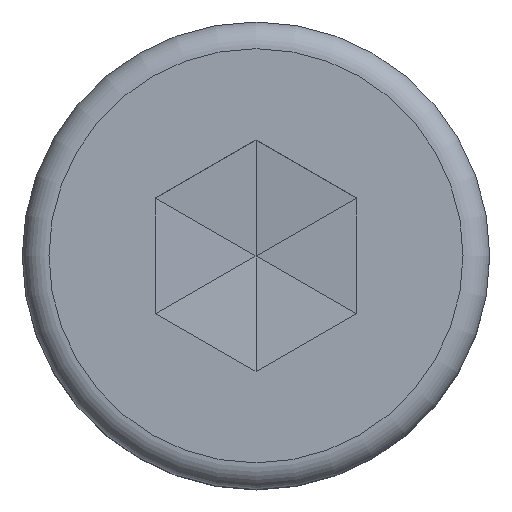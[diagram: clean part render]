
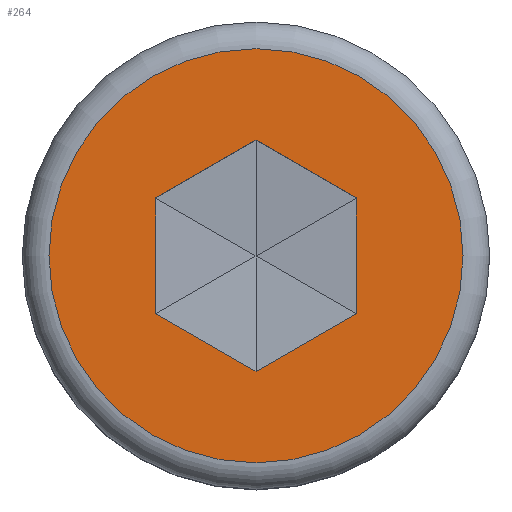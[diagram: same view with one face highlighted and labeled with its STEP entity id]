
A CAD part, top view. The second image highlights one B-rep face of the part: STEP entity #264.
In plain terms, the highlighted planar face has unit normal (0, 0, 1).
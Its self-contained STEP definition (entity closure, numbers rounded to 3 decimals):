
#21=FACE_BOUND('',#61,.T.);
#23=PLANE('',#303);
#41=FACE_OUTER_BOUND('',#60,.T.);
#60=EDGE_LOOP('',(#201));
#61=EDGE_LOOP('',(#202,#203,#204,#205,#206,#207));
#80=LINE('',#425,#107);
#81=LINE('',#427,#108);
#82=LINE('',#429,#109);
#83=LINE('',#431,#110);
#84=LINE('',#433,#111);
#85=LINE('',#434,#112);
#107=VECTOR('',#344,10.);
#108=VECTOR('',#345,10.);
#109=VECTOR('',#346,10.);
#110=VECTOR('',#347,10.);
#111=VECTOR('',#348,10.);
#112=VECTOR('',#349,10.);
#137=CIRCLE('',#302,3.1);
#143=VERTEX_POINT('',#419);
#144=VERTEX_POINT('',#423);
#145=VERTEX_POINT('',#424);
#146=VERTEX_POINT('',#426);
#147=VERTEX_POINT('',#428);
#148=VERTEX_POINT('',#430);
#149=VERTEX_POINT('',#432);
#164=EDGE_CURVE('',#143,#143,#137,.T.);
#165=EDGE_CURVE('',#144,#145,#80,.T.);
#166=EDGE_CURVE('',#145,#146,#81,.T.);
#167=EDGE_CURVE('',#146,#147,#82,.T.);
#168=EDGE_CURVE('',#147,#148,#83,.T.);
#169=EDGE_CURVE('',#148,#149,#84,.T.);
#170=EDGE_CURVE('',#149,#144,#85,.T.);
#201=ORIENTED_EDGE('',*,*,#164,.F.);
#202=ORIENTED_EDGE('',*,*,#165,.T.);
#203=ORIENTED_EDGE('',*,*,#166,.T.);
#204=ORIENTED_EDGE('',*,*,#167,.T.);
#205=ORIENTED_EDGE('',*,*,#168,.T.);
#206=ORIENTED_EDGE('',*,*,#169,.T.);
#207=ORIENTED_EDGE('',*,*,#170,.T.);
#264=ADVANCED_FACE('',(#41,#21),#23,.T.);
#302=AXIS2_PLACEMENT_3D('',#421,#340,#341);
#303=AXIS2_PLACEMENT_3D('',#422,#342,#343);
#340=DIRECTION('center_axis',(0.,0.,-1.));
#341=DIRECTION('ref_axis',(1.,0.,0.));
#342=DIRECTION('center_axis',(0.,0.,1.));
#343=DIRECTION('ref_axis',(1.,0.,0.));
#344=DIRECTION('',(0.,1.,0.));
#345=DIRECTION('',(0.866,0.5,0.));
#346=DIRECTION('',(0.866,-0.5,0.));
#347=DIRECTION('',(0.,-1.,0.));
#348=DIRECTION('',(-0.866,-0.5,0.));
#349=DIRECTION('',(-0.866,0.5,0.));
#419=CARTESIAN_POINT('',(3.1,0.,4.));
#421=CARTESIAN_POINT('Origin',(0.,0.,4.));
#422=CARTESIAN_POINT('Origin',(-3.5,0.,4.));
#423=CARTESIAN_POINT('',(-1.5,-0.866,4.));
#424=CARTESIAN_POINT('',(-1.5,0.866,4.));
#425=CARTESIAN_POINT('',(-1.5,-0.433,4.));
#426=CARTESIAN_POINT('',(0.,1.732,4.));
#427=CARTESIAN_POINT('',(-2.438,0.325,4.));
#428=CARTESIAN_POINT('',(1.5,0.866,4.));
#429=CARTESIAN_POINT('',(-0.937,2.273,4.));
#430=CARTESIAN_POINT('',(1.5,-0.866,4.));
#431=CARTESIAN_POINT('',(1.5,0.433,4.));
#432=CARTESIAN_POINT('',(0.,-1.732,4.));
#433=CARTESIAN_POINT('',(-0.188,-1.84,4.));
#434=CARTESIAN_POINT('',(-1.688,-0.758,4.));
